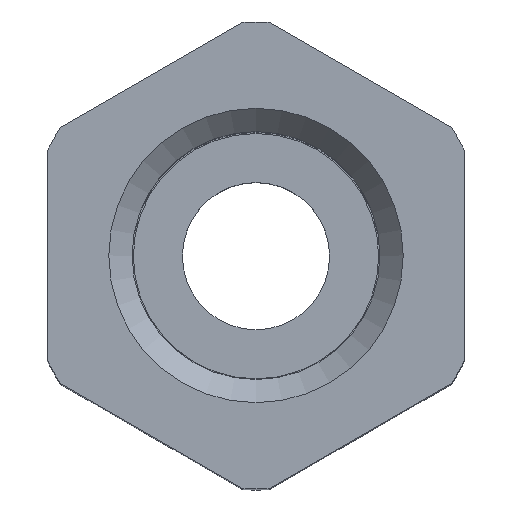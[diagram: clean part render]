
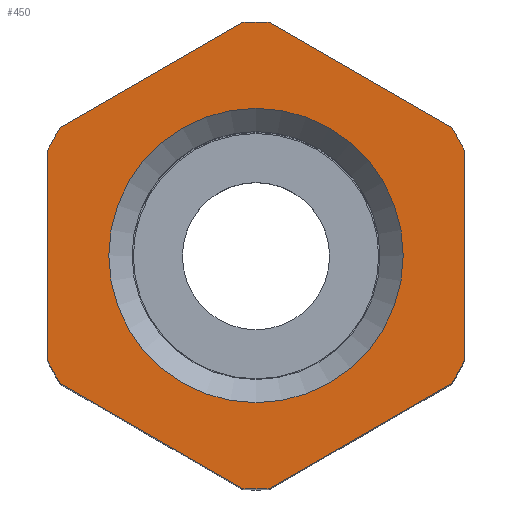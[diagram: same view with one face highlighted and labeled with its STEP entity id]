
A CAD part, top view. The second image highlights one B-rep face of the part: STEP entity #450.
In plain terms, the highlighted planar face has unit normal (0, 0, 1).
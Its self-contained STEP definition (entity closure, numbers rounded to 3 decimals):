
#21=PLANE('',#511);
#62=LINE('',#797,#80);
#63=LINE('',#798,#81);
#64=LINE('',#799,#82);
#65=LINE('',#800,#83);
#66=LINE('',#801,#84);
#67=LINE('',#802,#85);
#80=VECTOR('',#616,1000.);
#81=VECTOR('',#617,1000.);
#82=VECTOR('',#618,1000.);
#83=VECTOR('',#619,1000.);
#84=VECTOR('',#620,1000.);
#85=VECTOR('',#621,1000.);
#130=ORIENTED_EDGE('',*,*,#245,.F.);
#131=ORIENTED_EDGE('',*,*,#246,.T.);
#132=ORIENTED_EDGE('',*,*,#216,.F.);
#133=ORIENTED_EDGE('',*,*,#247,.T.);
#134=ORIENTED_EDGE('',*,*,#210,.F.);
#135=ORIENTED_EDGE('',*,*,#248,.T.);
#136=ORIENTED_EDGE('',*,*,#228,.F.);
#137=ORIENTED_EDGE('',*,*,#249,.T.);
#138=ORIENTED_EDGE('',*,*,#224,.F.);
#139=ORIENTED_EDGE('',*,*,#250,.T.);
#140=ORIENTED_EDGE('',*,*,#220,.F.);
#141=ORIENTED_EDGE('',*,*,#251,.T.);
#142=ORIENTED_EDGE('',*,*,#252,.T.);
#210=EDGE_CURVE('',#270,#271,#312,.T.);
#216=EDGE_CURVE('',#276,#277,#315,.T.);
#220=EDGE_CURVE('',#280,#281,#317,.T.);
#224=EDGE_CURVE('',#284,#285,#319,.T.);
#228=EDGE_CURVE('',#288,#289,#321,.T.);
#245=EDGE_CURVE('',#296,#297,#327,.T.);
#246=EDGE_CURVE('',#296,#277,#62,.T.);
#247=EDGE_CURVE('',#276,#271,#63,.T.);
#248=EDGE_CURVE('',#270,#289,#64,.T.);
#249=EDGE_CURVE('',#288,#285,#65,.T.);
#250=EDGE_CURVE('',#284,#281,#66,.T.);
#251=EDGE_CURVE('',#280,#297,#67,.T.);
#252=EDGE_CURVE('',#298,#298,#328,.T.);
#270=VERTEX_POINT('',#694);
#271=VERTEX_POINT('',#695);
#276=VERTEX_POINT('',#706);
#277=VERTEX_POINT('',#708);
#280=VERTEX_POINT('',#715);
#281=VERTEX_POINT('',#717);
#284=VERTEX_POINT('',#724);
#285=VERTEX_POINT('',#726);
#288=VERTEX_POINT('',#733);
#289=VERTEX_POINT('',#735);
#296=VERTEX_POINT('',#795);
#297=VERTEX_POINT('',#796);
#298=VERTEX_POINT('',#804);
#312=CIRCLE('',#487,9.52);
#315=CIRCLE('',#491,9.52);
#317=CIRCLE('',#494,9.52);
#319=CIRCLE('',#497,9.52);
#321=CIRCLE('',#500,9.52);
#327=CIRCLE('',#512,9.52);
#328=CIRCLE('',#513,6.);
#352=EDGE_LOOP('',(#130,#131,#132,#133,#134,#135,#136,#137,#138,#139,#140,
#141));
#353=EDGE_LOOP('',(#142));
#396=FACE_BOUND('',#352,.T.);
#397=FACE_BOUND('',#353,.T.);
#450=ADVANCED_FACE('',(#396,#397),#21,.F.);
#487=AXIS2_PLACEMENT_3D('',#693,#554,#555);
#491=AXIS2_PLACEMENT_3D('',#707,#565,#566);
#494=AXIS2_PLACEMENT_3D('',#716,#573,#574);
#497=AXIS2_PLACEMENT_3D('',#725,#581,#582);
#500=AXIS2_PLACEMENT_3D('',#734,#589,#590);
#511=AXIS2_PLACEMENT_3D('',#793,#612,#613);
#512=AXIS2_PLACEMENT_3D('',#794,#614,#615);
#513=AXIS2_PLACEMENT_3D('',#803,#622,#623);
#554=DIRECTION('',(0.,0.,-1.));
#555=DIRECTION('',(-1.,0.,0.));
#565=DIRECTION('',(0.,0.,-1.));
#566=DIRECTION('',(-1.,0.,0.));
#573=DIRECTION('',(0.,0.,-1.));
#574=DIRECTION('',(-1.,0.,0.));
#581=DIRECTION('',(0.,0.,-1.));
#582=DIRECTION('',(-1.,0.,0.));
#589=DIRECTION('',(0.,0.,-1.));
#590=DIRECTION('',(-1.,0.,0.));
#612=DIRECTION('',(0.,0.,-1.));
#613=DIRECTION('',(-1.,0.,0.));
#614=DIRECTION('',(0.,0.,-1.));
#615=DIRECTION('',(-1.,0.,0.));
#616=DIRECTION('',(-0.866,-0.5,0.));
#617=DIRECTION('',(0.,-1.,0.));
#618=DIRECTION('',(0.866,-0.5,0.));
#619=DIRECTION('',(0.866,0.5,0.));
#620=DIRECTION('',(0.,1.,0.));
#621=DIRECTION('',(-0.866,0.5,0.));
#622=DIRECTION('',(0.,0.,-1.));
#623=DIRECTION('',(-1.,0.,0.));
#693=CARTESIAN_POINT('',(0.,0.,34.));
#694=CARTESIAN_POINT('',(-7.963,-5.218,34.));
#695=CARTESIAN_POINT('',(-8.5,-4.287,34.));
#706=CARTESIAN_POINT('',(-8.5,4.287,34.));
#707=CARTESIAN_POINT('',(0.,0.,34.));
#708=CARTESIAN_POINT('',(-7.963,5.218,34.));
#715=CARTESIAN_POINT('',(7.963,5.218,34.));
#716=CARTESIAN_POINT('',(0.,0.,34.));
#717=CARTESIAN_POINT('',(8.5,4.287,34.));
#724=CARTESIAN_POINT('',(8.5,-4.287,34.));
#725=CARTESIAN_POINT('',(0.,0.,34.));
#726=CARTESIAN_POINT('',(7.963,-5.218,34.));
#733=CARTESIAN_POINT('',(0.537,-9.505,34.));
#734=CARTESIAN_POINT('',(0.,0.,34.));
#735=CARTESIAN_POINT('',(-0.537,-9.505,34.));
#793=CARTESIAN_POINT('',(0.,0.,34.));
#794=CARTESIAN_POINT('',(0.,0.,34.));
#795=CARTESIAN_POINT('',(-0.537,9.505,34.));
#796=CARTESIAN_POINT('',(0.537,9.505,34.));
#797=CARTESIAN_POINT('',(0.,9.815,34.));
#798=CARTESIAN_POINT('',(-8.5,4.907,34.));
#799=CARTESIAN_POINT('',(-8.5,-4.907,34.));
#800=CARTESIAN_POINT('',(0.,-9.815,34.));
#801=CARTESIAN_POINT('',(8.5,-4.907,34.));
#802=CARTESIAN_POINT('',(8.5,4.907,34.));
#803=CARTESIAN_POINT('',(0.,0.,34.));
#804=CARTESIAN_POINT('',(-6.,0.,34.));
